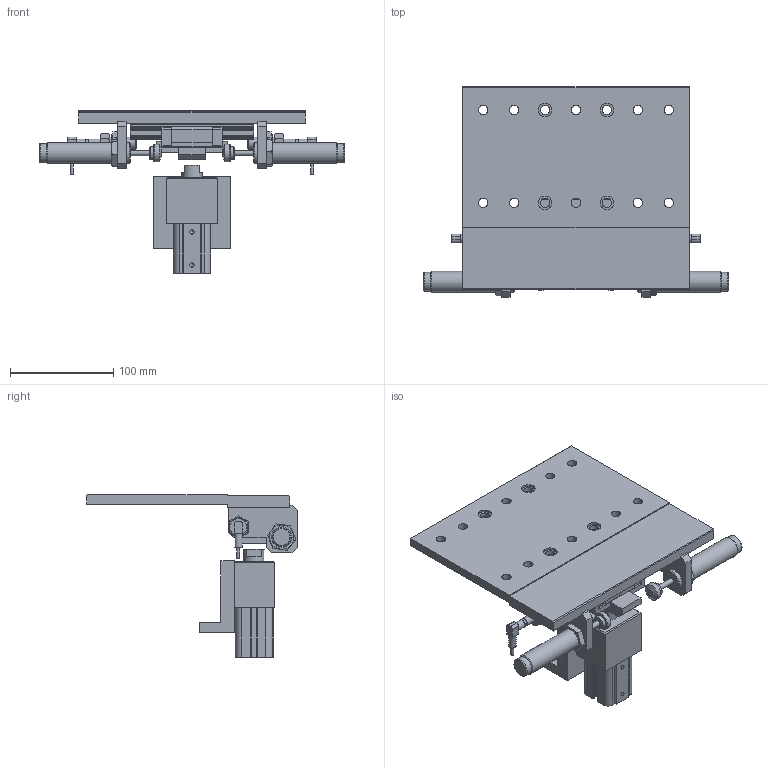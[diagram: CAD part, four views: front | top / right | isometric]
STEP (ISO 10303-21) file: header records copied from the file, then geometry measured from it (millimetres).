
FILE_DESCRIPTION((''),'2;1');
FILE_NAME('MSL115-ZP.stp','2012-11-27T13:35:50',('hartung_david'),(''),'Autodesk Inventor 2012','Autodesk Inventor 2012','');
FILE_SCHEMA(('AUTOMOTIVE_DESIGN { 1 0 10303 214 1 1 1 1 }'));
Length unit declared in the file: millimetre
Products named in the file (9): MSL115-ZP; MSL115-ZP-040; MSL115-ZP-030; MSL115-ZP-020; MSL115-ZP-010; Stoßdämpfer_MSL-S6; Grundkoerper; Stoessel; Mutter-M20x1.5
Assembly tree (9 placements, depth 3):
  MSL115-ZP
    MSL115-ZP-040
    MSL115-ZP-030
    MSL115-ZP-020
    MSL115-ZP-010
    Stoßdämpfer_MSL-S6  x2
      Grundkoerper
      Stoessel
      Mutter-M20x1.5
Bounding box: 296 x 204 x 157.5 mm (x, y, z)
Volume: 610177.8 mm3; surface area: 202549.3 mm2
Topology: 21 solids, 30 shells, 619 faces, 1493 edges, 973 vertices
Faces by surface type: plane 345, cylinder 193, cone 78, torus 3
Full cylindrical faces by diameter (mm): 3 x2, 3.242 x4, 4.134 x6, 4.4 x2, 5 x3, 5.5 x1, 6 x2, 7 x2, 7.4 x2, 8 x6, 8.5 x5, 9 x14, 10 x1, 12 x4, 12.5 x2, 13 x8, 17 x2, 18 x2, 18.376 x4, 20 x4
Entity records: 17579 total; most frequent: CARTESIAN_POINT 3458, DIRECTION 2769, ORIENTED_EDGE 2538, EDGE_CURVE 1269, AXIS2_PLACEMENT_3D 1002, VERTEX_POINT 893, EDGE_LOOP 794, VECTOR 765
